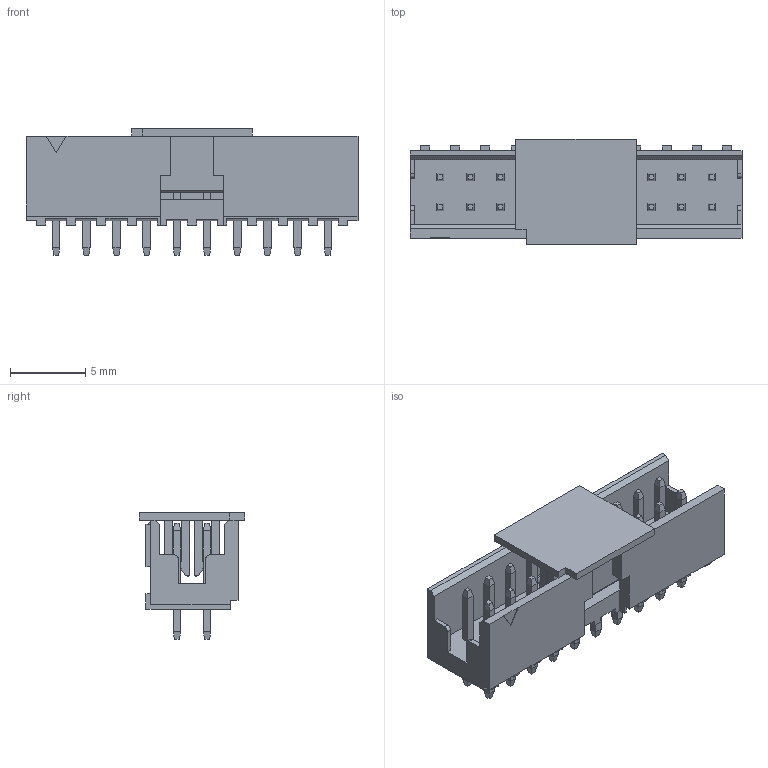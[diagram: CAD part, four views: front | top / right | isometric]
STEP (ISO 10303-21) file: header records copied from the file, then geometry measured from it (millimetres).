
FILE_DESCRIPTION( ('This file contains a STEP AP42 implementation' ,'as created by ZW3D STEP Interface translator.') ,'2;1' );
FILE_NAME( '3122B-XXSXXBK00X1.stp' ,'2312 7.1026 7', (''), ('ZWCAD Software Co.'), 'Version 1.0', 'ZW3D to STEP translator', '' );
FILE_SCHEMA(('AUTOMOTIVE_DESIGN { 1 0 10303 214 1 1 1 1 }'));
Length unit declared in the file: millimetre
Products named in the file (3): 0; 3122B-20SW0BK00R1; cap_j_17
Assembly tree (1 placements, depth 2):
  0
  3122B-20SW0BK00R1
    cap_j_17
Bounding box: 22 x 7 x 8.4 mm (x, y, z)
Volume: 406.3 mm3; surface area: 1311 mm2
Topology: 2 solids, 2 shells, 706 faces, 1781 edges, 1131 vertices
Faces by surface type: plane 678, cylinder 28
Entity records: 21331 total; most frequent: CARTESIAN_POINT 3624, ORIENTED_EDGE 3564, DIRECTION 3258, EDGE_CURVE 1782, VECTOR 1726, LINE 1726, VERTEX_POINT 1132, AXIS2_PLACEMENT_3D 766
